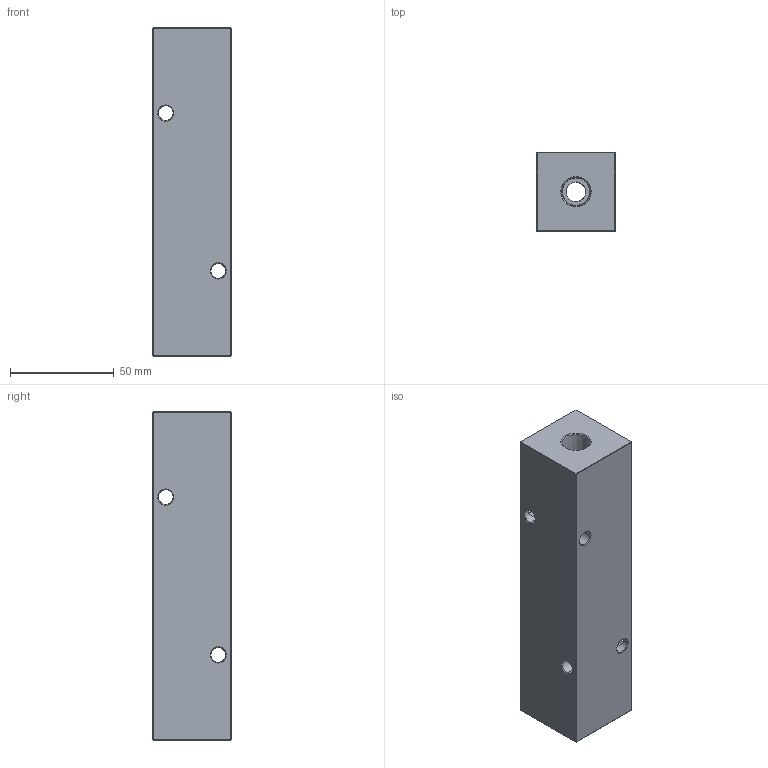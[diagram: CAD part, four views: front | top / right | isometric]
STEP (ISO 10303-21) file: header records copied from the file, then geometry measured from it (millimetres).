
FILE_DESCRIPTION (( 'STEP AP214' ), '1' );
FILE_NAME ('HM-4-0-P-4-4.STEP', '2020-02-28T16:07:52', ( '' ), ( '' ), 'SwSTEP 2.0', 'SolidWorks 2019', '' );
FILE_SCHEMA (( 'AUTOMOTIVE_DESIGN' ));
Length unit declared in the file: inch
Products named in the file (1): HM-4-0-P-4-4
Bounding box: 38.1 x 38.1 x 158.75 mm (x, y, z)
Volume: 205003.8 mm3; surface area: 36178.7 mm2
Topology: 1 solids, 1 shells, 480 faces, 1249 edges, 814 vertices
Faces by surface type: plane 263, bspline 159, cone 32, cylinder 26
Entity records: 28087 total; most frequent: CARTESIAN_POINT 11399, ORIENTED_EDGE 2498, DIRECTION 1615, EDGE_CURVE 1249, VECTOR 827, LINE 827, VERTEX_POINT 814, EDGE_LOOP 545
